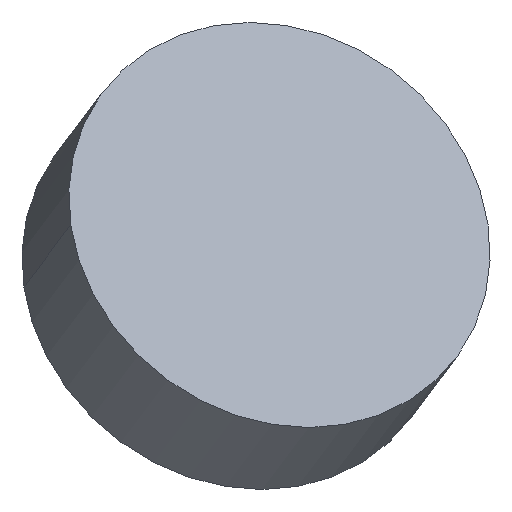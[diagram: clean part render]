
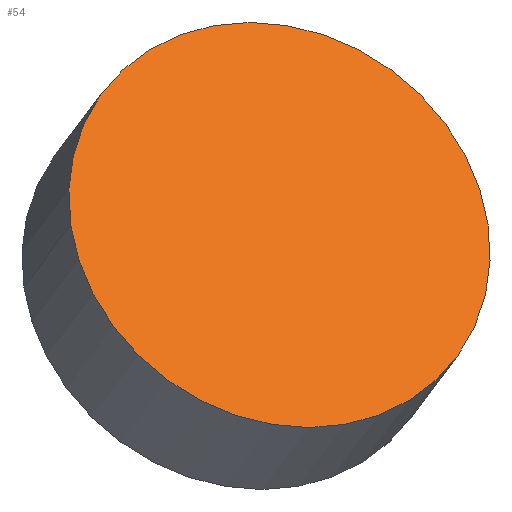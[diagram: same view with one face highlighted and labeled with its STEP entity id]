
A CAD part, front view. The second image highlights one B-rep face of the part: STEP entity #54.
In plain terms, the highlighted planar face has unit normal (0.303, -0.864, 0.401).
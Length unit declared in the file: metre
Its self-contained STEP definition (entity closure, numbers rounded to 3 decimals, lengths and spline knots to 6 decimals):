
#54=ADVANCED_FACE('0:43',(#63),#64,.T.);
#63=FACE_OUTER_BOUND('',#72,.T.);
#64=PLANE('',#73);
#72=EDGE_LOOP('',(#94,#95));
#73=AXIS2_PLACEMENT_3D('',#96,#97,#98);
#94=ORIENTED_EDGE('',*,*,#105,.T.);
#95=ORIENTED_EDGE('',*,*,#101,.T.);
#96=CARTESIAN_POINT('',(-0.001612,-0.004773,0.001739));
#97=DIRECTION('',(0.303,-0.864,0.401));
#98=DIRECTION('',(-0.944,-0.331,0.0));
#101=EDGE_CURVE('0:49',#109,#106,#110,.T.);
#105=EDGE_CURVE('0:49',#106,#109,#115,.T.);
#106=VERTEX_POINT('',#116);
#109=VERTEX_POINT('',#120);
#110=CIRCLE('',#121,0.006202);
#115=CIRCLE('',#127,0.006202);
#116=CARTESIAN_POINT('',(-0.004538,-0.0058,0.001739));
#120=CARTESIAN_POINT('',(0.007167,-0.001694,0.001739));
#121=AXIS2_PLACEMENT_3D('',#129,#130,#131);
#127=AXIS2_PLACEMENT_3D('',#139,#140,#141);
#129=CARTESIAN_POINT('',(0.001314,-0.003747,0.001739));
#130=DIRECTION('',(0.303,-0.864,0.401));
#131=DIRECTION('',(-0.944,-0.331,0.));
#139=CARTESIAN_POINT('',(0.001314,-0.003747,0.001739));
#140=DIRECTION('',(0.303,-0.864,0.401));
#141=DIRECTION('',(-0.944,-0.331,0.));
